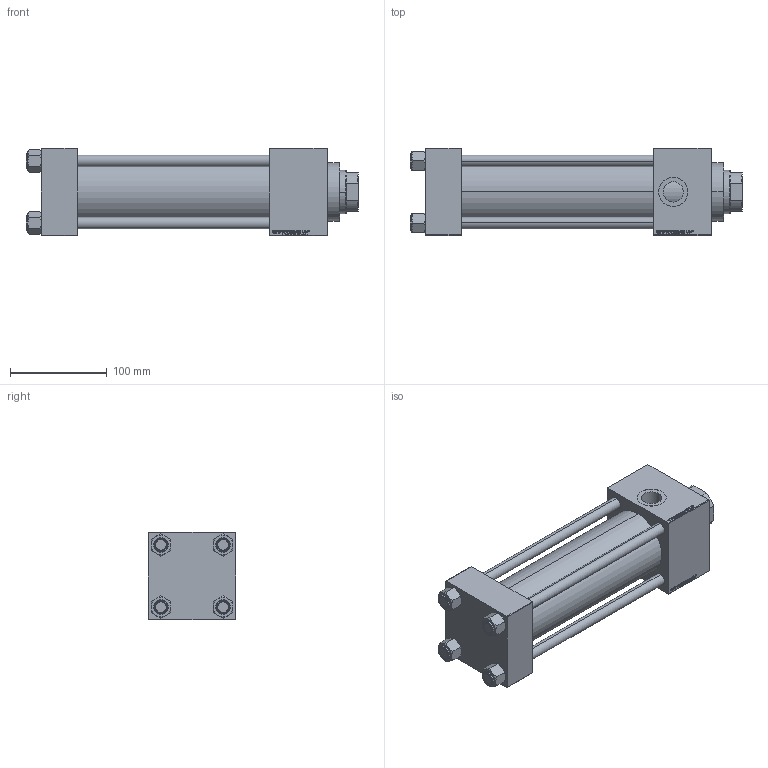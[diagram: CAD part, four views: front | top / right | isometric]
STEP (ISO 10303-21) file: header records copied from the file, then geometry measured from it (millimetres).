
FILE_DESCRIPTION (( 'STEP AP203' ), '1' );
FILE_NAME ('c746.STEP', '2025-02-27T07:41:35', ( '' ), ( '' ), 'SwSTEP 2.0', 'SolidWorks 2019', '' );
FILE_SCHEMA (( 'CONFIG_CONTROL_DESIGN' ));
Length unit declared in the file: millimetre
Products named in the file (6): V215_VC_A 7afb63ea2621f486d766378a712b37e4; V215CR_VCP_C 7afb63ea2621f486d766378a712b37e4; V215CR_C_Body 7afb63ea2621f486d766378a712b37e4; c746; NUT_M5_C 7afb63ea2621f486d766378a712b37e4; V215CR_C_TYCINKA 7afb63ea2621f486d766378a712b37e4
Assembly tree (11 placements, depth 2):
  c746
    V215CR_C_Body 7afb63ea2621f486d766378a712b37e4
    V215CR_VCP_C 7afb63ea2621f486d766378a712b37e4
    NUT_M5_C 7afb63ea2621f486d766378a712b37e4  x4
    V215CR_C_TYCINKA 7afb63ea2621f486d766378a712b37e4  x4
    V215_VC_A 7afb63ea2621f486d766378a712b37e4
Bounding box: 343 x 90 x 90 mm (x, y, z)
Volume: 1370922.8 mm3; surface area: 288895.6 mm2
Topology: 11 solids, 11 shells, 1146 faces, 2870 edges, 1861 vertices
Faces by surface type: plane 525, bspline 392, cone 136, cylinder 85, torus 8
Entity records: 50152 total; most frequent: CARTESIAN_POINT 27102, ORIENTED_EDGE 5232, DIRECTION 3288, EDGE_CURVE 2616, VERTEX_POINT 1717, VECTOR 1590, LINE 1590, EDGE_LOOP 1153
